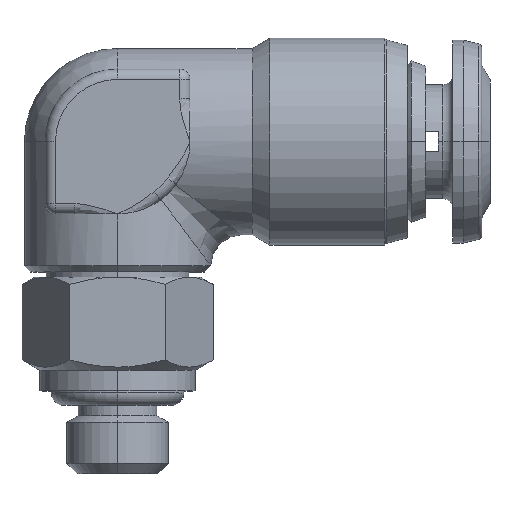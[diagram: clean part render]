
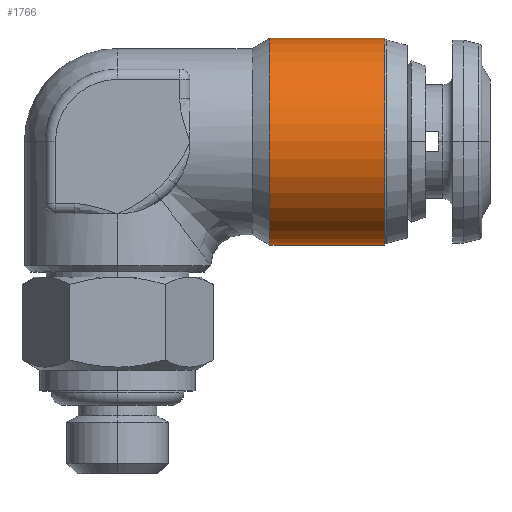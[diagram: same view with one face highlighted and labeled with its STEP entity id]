
A CAD part, top view. The second image highlights one B-rep face of the part: STEP entity #1766.
In plain terms, the highlighted cylindrical face has radius 5 mm (diameter 10 mm), a partial arc.
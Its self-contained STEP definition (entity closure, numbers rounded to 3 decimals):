
#692 = CIRCLE ( 'NONE', #6828, 5. ) ;
#694 = LINE ( 'NONE', #1039, #697 ) ;
#696 = CIRCLE ( 'NONE', #6829, 5. ) ;
#697 = VECTOR ( 'NONE', #1027, 1000. ) ;
#698 = LINE ( 'NONE', #1031, #700 ) ;
#700 = VECTOR ( 'NONE', #1038, 1000. ) ;
#1027 = DIRECTION ( 'NONE',  ( 1., 0., 0. ) ) ;
#1031 = CARTESIAN_POINT ( 'NONE',  ( 15.7, 20.7, 0. ) ) ;
#1038 = DIRECTION ( 'NONE',  ( 1., 0., 0. ) ) ;
#1039 = CARTESIAN_POINT ( 'NONE',  ( 15.7, 10.7, 0. ) ) ;
#1040 = CARTESIAN_POINT ( 'NONE',  ( 7.366, 15.7, 0. ) ) ;
#1041 = DIRECTION ( 'NONE',  ( 1., 0., 0. ) ) ;
#1042 = DIRECTION ( 'NONE',  ( 0., 1., 0. ) ) ;
#1045 = CARTESIAN_POINT ( 'NONE',  ( 12.918, 15.7, 0. ) ) ;
#1046 = DIRECTION ( 'NONE',  ( -1., 0., 0. ) ) ;
#1047 = DIRECTION ( 'NONE',  ( 0., -1., 0. ) ) ;
#1138 = VERTEX_POINT ( 'NONE', #1411 ) ;
#1411 = CARTESIAN_POINT ( 'NONE',  ( 7.366, 20.7, 0. ) ) ;
#1766 = ADVANCED_FACE ( 'NONE', ( #5383 ), #5388, .T. ) ;
#1962 = EDGE_LOOP ( 'NONE', ( #2148, #2149, #2150, #2151 ) ) ;
#2076 = VERTEX_POINT ( 'NONE', #6165 ) ;
#2148 = ORIENTED_EDGE ( 'NONE', *, *, #4179, .T. ) ;
#2149 = ORIENTED_EDGE ( 'NONE', *, *, #4180, .T. ) ;
#2150 = ORIENTED_EDGE ( 'NONE', *, *, #4181, .T. ) ;
#2151 = ORIENTED_EDGE ( 'NONE', *, *, #4182, .F. ) ;
#2222 = VERTEX_POINT ( 'NONE', #6177 ) ;
#2225 = VERTEX_POINT ( 'NONE', #6180 ) ;
#4179 = EDGE_CURVE ( 'NONE', #1138, #2222, #692, .T. ) ;
#4180 = EDGE_CURVE ( 'NONE', #2222, #2076, #694, .T. ) ;
#4181 = EDGE_CURVE ( 'NONE', #2076, #2225, #696, .T. ) ;
#4182 = EDGE_CURVE ( 'NONE', #1138, #2225, #698, .T. ) ;
#4934 = CARTESIAN_POINT ( 'NONE',  ( 15.7, 15.7, 0. ) ) ;
#4935 = DIRECTION ( 'NONE',  ( 1., 0., 0. ) ) ;
#4943 = DIRECTION ( 'NONE',  ( 0., 1., 0. ) ) ;
#5383 = FACE_OUTER_BOUND ( 'NONE', #1962, .T. ) ;
#5388 = CYLINDRICAL_SURFACE ( 'NONE', #5536, 5. ) ;
#5536 = AXIS2_PLACEMENT_3D ( 'NONE', #4934, #4935, #4943 ) ;
#6165 = CARTESIAN_POINT ( 'NONE',  ( 12.918, 10.7, 0. ) ) ;
#6177 = CARTESIAN_POINT ( 'NONE',  ( 7.366, 10.7, 0. ) ) ;
#6180 = CARTESIAN_POINT ( 'NONE',  ( 12.918, 20.7, 0. ) ) ;
#6828 = AXIS2_PLACEMENT_3D ( 'NONE', #1040, #1041, #1042 ) ;
#6829 = AXIS2_PLACEMENT_3D ( 'NONE', #1045, #1046, #1047 ) ;
